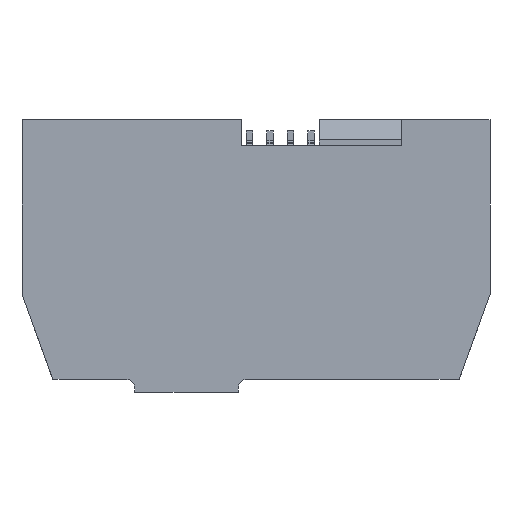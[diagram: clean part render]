
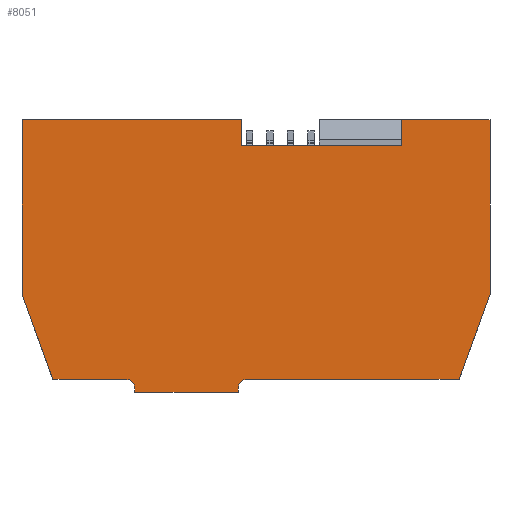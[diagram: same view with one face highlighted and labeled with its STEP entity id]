
A CAD part, left-side view. The second image highlights one B-rep face of the part: STEP entity #8051.
In plain terms, the highlighted planar face has unit normal (-1, 0, 0).
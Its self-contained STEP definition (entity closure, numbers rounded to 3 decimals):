
#1808=DIRECTION('',(0.,1.,0.));
#1809=VECTOR('',#1808,26.258);
#1810=CARTESIAN_POINT('',(-4.35,-22.078,-18.));
#1811=LINE('4928',#1810,#1809);
#1812=CARTESIAN_POINT('',(-4.35,4.18,-19.));
#1813=DIRECTION('',(-1.,0.,0.));
#1814=DIRECTION('',(0.,0.,1.));
#1815=AXIS2_PLACEMENT_3D('',#1812,#1813,#1814);
#1817=DIRECTION('',(0.,0.,1.));
#1818=VECTOR('',#1817,0.6);
#1819=CARTESIAN_POINT('',(-4.35,5.18,-19.6));
#1820=LINE('4930',#1819,#1818);
#1821=DIRECTION('',(0.,-1.,0.));
#1822=VECTOR('',#1821,12.79);
#1823=CARTESIAN_POINT('',(-4.35,17.97,-19.6));
#1824=LINE('4941',#1823,#1822);
#1825=DIRECTION('',(0.,0.,1.));
#1826=VECTOR('',#1825,0.6);
#1827=CARTESIAN_POINT('',(-4.35,17.97,-19.6));
#1828=LINE('4933',#1827,#1826);
#1829=CARTESIAN_POINT('',(-4.35,18.97,-19.));
#1830=DIRECTION('',(-1.,0.,0.));
#1831=DIRECTION('',(0.,-1.,0.));
#1832=AXIS2_PLACEMENT_3D('',#1829,#1830,#1831);
#1834=DIRECTION('',(0.,1.,0.));
#1835=VECTOR('',#1834,9.108);
#1836=CARTESIAN_POINT('',(-4.35,18.97,-18.));
#1837=LINE('4932',#1836,#1835);
#1838=DIRECTION('',(0.,0.342,0.94));
#1839=VECTOR('',#1838,11.174);
#1840=CARTESIAN_POINT('',(-4.35,28.078,-18.));
#1841=LINE('4939',#1840,#1839);
#1842=DIRECTION('',(0.,0.,-1.));
#1843=VECTOR('',#1842,21.6);
#1844=CARTESIAN_POINT('',(-4.35,31.9,14.1));
#1845=LINE('4916',#1844,#1843);
#1846=DIRECTION('',(0.,1.,0.));
#1847=VECTOR('',#1846,27.09);
#1848=CARTESIAN_POINT('',(-4.35,4.81,14.1));
#1849=LINE('4921',#1848,#1847);
#1850=DIRECTION('',(0.,0.,-1.));
#1851=VECTOR('',#1850,3.2);
#1852=CARTESIAN_POINT('',(-4.35,4.81,14.1));
#1853=LINE('4918',#1852,#1851);
#1854=DIRECTION('',(0.,-1.,0.));
#1855=VECTOR('',#1854,19.78);
#1856=CARTESIAN_POINT('',(-4.35,4.81,10.9));
#1857=LINE('4919',#1856,#1855);
#1858=DIRECTION('',(0.,0.,-1.));
#1859=VECTOR('',#1858,3.2);
#1860=CARTESIAN_POINT('',(-4.35,-14.97,14.1));
#1861=LINE('4917',#1860,#1859);
#1862=DIRECTION('',(0.,1.,0.));
#1863=VECTOR('',#1862,10.93);
#1864=CARTESIAN_POINT('',(-4.35,-25.9,14.1));
#1865=LINE('4920',#1864,#1863);
#1866=DIRECTION('',(0.,0.,1.));
#1867=VECTOR('',#1866,21.6);
#1868=CARTESIAN_POINT('',(-4.35,-25.9,-7.5));
#1869=LINE('4915',#1868,#1867);
#1870=DIRECTION('',(0.,0.342,-0.94));
#1871=VECTOR('',#1870,11.174);
#1872=CARTESIAN_POINT('',(-4.35,-25.9,-7.5));
#1873=LINE('4938',#1872,#1871);
#5595=CARTESIAN_POINT('',(-4.35,-25.9,14.1));
#5597=VERTEX_POINT('',#5595);
#5599=CARTESIAN_POINT('',(-4.35,31.9,14.1));
#5601=VERTEX_POINT('',#5599);
#5603=CARTESIAN_POINT('',(-4.35,-25.9,-7.5));
#5605=VERTEX_POINT('',#5603);
#5607=CARTESIAN_POINT('',(-4.35,31.9,-7.5));
#5609=VERTEX_POINT('',#5607);
#5610=CARTESIAN_POINT('',(-4.35,-14.97,14.1));
#5611=CARTESIAN_POINT('',(-4.35,-14.97,10.9));
#5612=VERTEX_POINT('',#5610);
#5613=VERTEX_POINT('',#5611);
#5614=CARTESIAN_POINT('',(-4.35,4.81,14.1));
#5615=CARTESIAN_POINT('',(-4.35,4.81,10.9));
#5616=VERTEX_POINT('',#5614);
#5617=VERTEX_POINT('',#5615);
#5634=CARTESIAN_POINT('',(-4.35,-22.078,-18.));
#5635=CARTESIAN_POINT('',(-4.35,4.18,-18.));
#5636=VERTEX_POINT('',#5634);
#5637=VERTEX_POINT('',#5635);
#5638=CARTESIAN_POINT('',(-4.35,5.18,-19.));
#5639=VERTEX_POINT('',#5638);
#5640=CARTESIAN_POINT('',(-4.35,5.18,-19.6));
#5641=VERTEX_POINT('',#5640);
#5642=CARTESIAN_POINT('',(-4.35,17.97,-19.));
#5643=CARTESIAN_POINT('',(-4.35,18.97,-18.));
#5644=VERTEX_POINT('',#5642);
#5645=VERTEX_POINT('',#5643);
#5646=CARTESIAN_POINT('',(-4.35,28.078,-18.));
#5647=VERTEX_POINT('',#5646);
#5648=CARTESIAN_POINT('',(-4.35,17.97,-19.6));
#5649=VERTEX_POINT('',#5648);
#8014=CARTESIAN_POINT('',(-4.35,-25.9,-19.6));
#8015=DIRECTION('',(-1.,0.,0.));
#8016=DIRECTION('',(0.,1.,0.));
#8017=AXIS2_PLACEMENT_3D('',#8014,#8015,#8016);
#8018=PLANE('3958',#8017);
#8020=ORIENTED_EDGE('4928',*,*,#8019,.T.);
#8022=ORIENTED_EDGE('4929',*,*,#8021,.T.);
#8024=ORIENTED_EDGE('4930',*,*,#8023,.F.);
#8026=ORIENTED_EDGE('4941',*,*,#8025,.F.);
#8028=ORIENTED_EDGE('4933',*,*,#8027,.T.);
#8030=ORIENTED_EDGE('4931',*,*,#8029,.T.);
#8032=ORIENTED_EDGE('4932',*,*,#8031,.T.);
#8034=ORIENTED_EDGE('4939',*,*,#8033,.T.);
#8036=ORIENTED_EDGE('4916',*,*,#8035,.F.);
#8038=ORIENTED_EDGE('4921',*,*,#8037,.F.);
#8040=ORIENTED_EDGE('4918',*,*,#8039,.T.);
#8042=ORIENTED_EDGE('4919',*,*,#8041,.T.);
#8044=ORIENTED_EDGE('4917',*,*,#8043,.F.);
#8046=ORIENTED_EDGE('4920',*,*,#8045,.F.);
#8047=ORIENTED_EDGE('4915',*,*,#8006,.F.);
#8048=ORIENTED_EDGE('4938',*,*,#6148,.T.);
#8049=EDGE_LOOP('3958',(#8020,#8022,#8024,#8026,#8028,#8030,#8032,#8034,#8036,
#8038,#8040,#8042,#8044,#8046,#8047,#8048));
#8050=FACE_OUTER_BOUND('3958',#8049,.F.);
#8051=ADVANCED_FACE('3958',(#8050),#8018,.T.);
#1816=CIRCLE('4929',#1815,1.);
#1833=CIRCLE('4931',#1832,1.);
#6148=EDGE_CURVE('4938',#5605,#5636,#1873,.T.);
#8006=EDGE_CURVE('4915',#5605,#5597,#1869,.T.);
#8019=EDGE_CURVE('4928',#5636,#5637,#1811,.T.);
#8021=EDGE_CURVE('4929',#5637,#5639,#1816,.T.);
#8023=EDGE_CURVE('4930',#5641,#5639,#1820,.T.);
#8025=EDGE_CURVE('4941',#5649,#5641,#1824,.T.);
#8027=EDGE_CURVE('4933',#5649,#5644,#1828,.T.);
#8029=EDGE_CURVE('4931',#5644,#5645,#1833,.T.);
#8031=EDGE_CURVE('4932',#5645,#5647,#1837,.T.);
#8033=EDGE_CURVE('4939',#5647,#5609,#1841,.T.);
#8035=EDGE_CURVE('4916',#5601,#5609,#1845,.T.);
#8037=EDGE_CURVE('4921',#5616,#5601,#1849,.T.);
#8039=EDGE_CURVE('4918',#5616,#5617,#1853,.T.);
#8041=EDGE_CURVE('4919',#5617,#5613,#1857,.T.);
#8043=EDGE_CURVE('4917',#5612,#5613,#1861,.T.);
#8045=EDGE_CURVE('4920',#5597,#5612,#1865,.T.);
